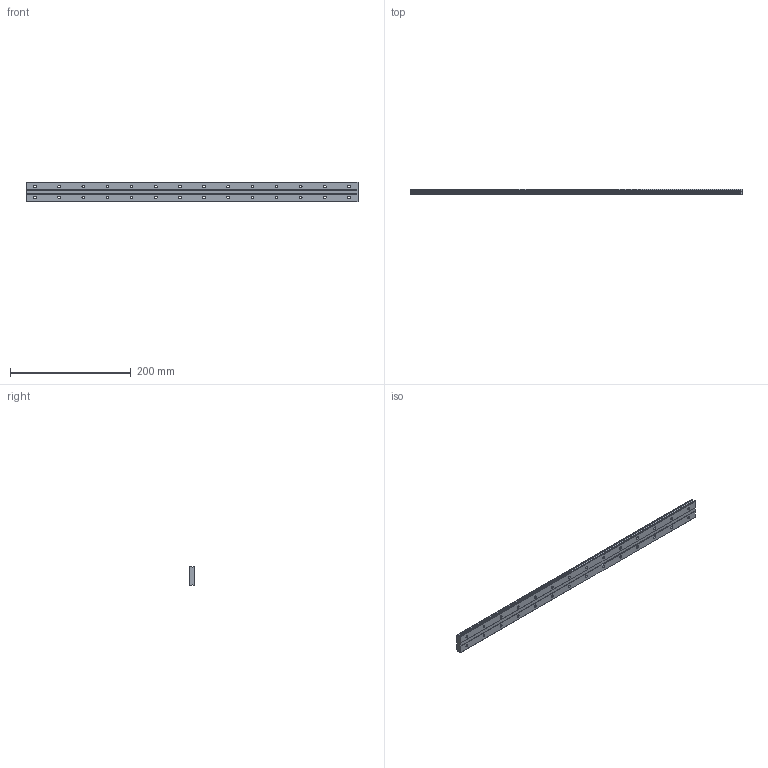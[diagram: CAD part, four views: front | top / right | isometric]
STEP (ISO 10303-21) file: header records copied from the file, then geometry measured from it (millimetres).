
FILE_DESCRIPTION (( 'STEP AP214' ), '1' );
FILE_NAME ('HRW17CA1UU-550L_G15_0_PB107_249-6_0_0_0_1.STEP', '2021-07-01T08:50:19', ( '' ), ( '' ), 'SwSTEP 2.0', 'SolidWorks 2021', '' );
FILE_SCHEMA (( 'AUTOMOTIVE_DESIGN' ));
Length unit declared in the file: millimetre
Products named in the file (2): _HRW17CA55015 Track; HRW17CA1UU-550L_G15_0_PB107_249-6_0_0_0_1
Assembly tree (1 placements, depth 2):
  HRW17CA1UU-550L_G15_0_PB107_249-6_0_0_0_1
    _HRW17CA55015 Track
Bounding box: 550 x 9 x 33 mm (x, y, z)
Volume: 142394.6 mm3; surface area: 52356.2 mm2
Topology: 1 solids, 1 shells, 174 faces, 432 edges, 288 vertices
Faces by surface type: cylinder 116, plane 58
Entity records: 5466 total; most frequent: DIRECTION 1020, CARTESIAN_POINT 898, ORIENTED_EDGE 864, EDGE_CURVE 432, AXIS2_PLACEMENT_3D 410, VERTEX_POINT 288, EDGE_LOOP 258, CIRCLE 232
